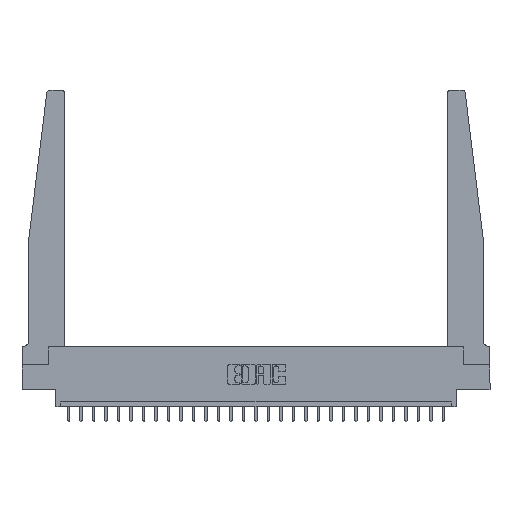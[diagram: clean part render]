
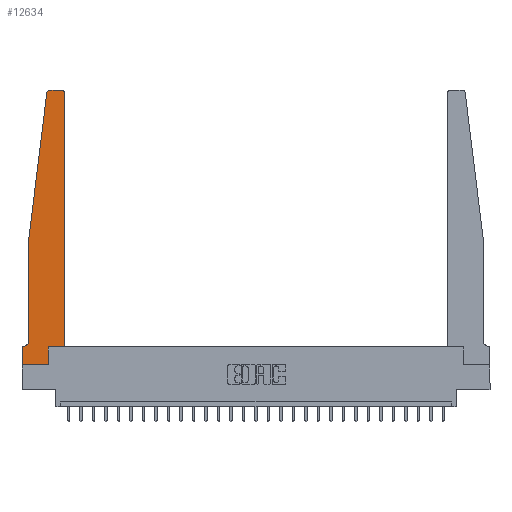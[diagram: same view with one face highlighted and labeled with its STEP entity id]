
A CAD part, top view. The second image highlights one B-rep face of the part: STEP entity #12634.
In plain terms, the highlighted planar face has unit normal (0, 0, 1).
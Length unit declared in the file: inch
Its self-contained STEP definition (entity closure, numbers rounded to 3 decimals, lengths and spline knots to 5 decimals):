
#51 = CARTESIAN_POINT ( 'NONE',  ( 0.425, 0.18, 0.37 ) ) ;
#687 = VERTEX_POINT ( 'NONE', #16626 ) ;
#845 = DIRECTION ( 'NONE',  ( 1., 0., 0. ) ) ;
#980 = DIRECTION ( 'NONE',  ( 0., 1., 0. ) ) ;
#1150 = EDGE_CURVE ( 'NONE', #10232, #15105, #3858, .T. ) ;
#1239 = ORIENTED_EDGE ( 'NONE', *, *, #13637, .T. ) ;
#2086 = LINE ( 'NONE', #24790, #25298 ) ;
#2443 = ORIENTED_EDGE ( 'NONE', *, *, #12876, .T. ) ;
#2848 = LINE ( 'NONE', #4593, #9948 ) ;
#3067 = DIRECTION ( 'NONE',  ( -1., 0., 0. ) ) ;
#3254 = EDGE_CURVE ( 'NONE', #20080, #687, #2848, .T. ) ;
#3493 = DIRECTION ( 'NONE',  ( 0., 0., -1. ) ) ;
#3858 = CIRCLE ( 'NONE', #21018, 0.05 ) ;
#3941 = ORIENTED_EDGE ( 'NONE', *, *, #17270, .T. ) ;
#4265 = VERTEX_POINT ( 'NONE', #21288 ) ;
#4355 = CARTESIAN_POINT ( 'NONE',  ( 0.24675, 2.72367, 0.37 ) ) ;
#4593 = CARTESIAN_POINT ( 'NONE',  ( 0.25, 2.75, 0.37 ) ) ;
#4660 = DIRECTION ( 'NONE',  ( 1., 0., 0. ) ) ;
#5903 = CARTESIAN_POINT ( 'NONE',  ( 0.2605, 0.18, 0.37 ) ) ;
#6552 = VERTEX_POINT ( 'NONE', #17747 ) ;
#6944 = ORIENTED_EDGE ( 'NONE', *, *, #24689, .T. ) ;
#7358 = EDGE_CURVE ( 'NONE', #11804, #13127, #15594, .T. ) ;
#7762 = DIRECTION ( 'NONE',  ( -0.122, -0.992, 0. ) ) ;
#8153 = ORIENTED_EDGE ( 'NONE', *, *, #23724, .T. ) ;
#8211 = CARTESIAN_POINT ( 'NONE',  ( 0., 0., 0.37 ) ) ;
#8999 = LINE ( 'NONE', #15077, #25435 ) ;
#9060 = AXIS2_PLACEMENT_3D ( 'NONE', #12927, #20879, #845 ) ;
#9518 = CARTESIAN_POINT ( 'NONE',  ( 0.015, 0.2375, 0.37 ) ) ;
#9758 = DIRECTION ( 'NONE',  ( 1., 0., 0. ) ) ;
#9795 = CARTESIAN_POINT ( 'NONE',  ( 0., 0.1875, 0.37 ) ) ;
#9853 = CARTESIAN_POINT ( 'NONE',  ( 0., 0., 0.37 ) ) ;
#9948 = VECTOR ( 'NONE', #24595, 39.37008 ) ;
#10168 = CIRCLE ( 'NONE', #9060, 0.03 ) ;
#10232 = VERTEX_POINT ( 'NONE', #10646 ) ;
#10322 = VECTOR ( 'NONE', #16769, 39.37008 ) ;
#10646 = CARTESIAN_POINT ( 'NONE',  ( 0.065, 0.2375, 0.37 ) ) ;
#11041 = VERTEX_POINT ( 'NONE', #14429 ) ;
#11252 = VERTEX_POINT ( 'NONE', #5903 ) ;
#11449 = DIRECTION ( 'NONE',  ( -1., 0., 0. ) ) ;
#11455 = CARTESIAN_POINT ( 'NONE',  ( 0., 0.1875, 0.37 ) ) ;
#11804 = VERTEX_POINT ( 'NONE', #11455 ) ;
#12083 = ORIENTED_EDGE ( 'NONE', *, *, #7358, .T. ) ;
#12634 = ADVANCED_FACE ( 'NONE', ( #14527 ), #15454, .T. ) ;
#12876 = EDGE_CURVE ( 'NONE', #14827, #20080, #10168, .T. ) ;
#12927 = CARTESIAN_POINT ( 'NONE',  ( 0.395, 2.72, 0.37 ) ) ;
#13093 = LINE ( 'NONE', #13662, #18051 ) ;
#13127 = VERTEX_POINT ( 'NONE', #9853 ) ;
#13326 = DIRECTION ( 'NONE',  ( 0., -1., 0. ) ) ;
#13548 = DIRECTION ( 'NONE',  ( 1., 0., 0. ) ) ;
#13598 = DIRECTION ( 'NONE',  ( 0., 0., 1. ) ) ;
#13637 = EDGE_CURVE ( 'NONE', #15105, #11804, #2086, .T. ) ;
#13662 = CARTESIAN_POINT ( 'NONE',  ( 0.065, 1.25, 0.37 ) ) ;
#13716 = CARTESIAN_POINT ( 'NONE',  ( 0.015, 0.1875, 0.37 ) ) ;
#14429 = CARTESIAN_POINT ( 'NONE',  ( 0.2605, 0., 0.37 ) ) ;
#14466 = CARTESIAN_POINT ( 'NONE',  ( 0.425, 0.18, 0.37 ) ) ;
#14527 = FACE_OUTER_BOUND ( 'NONE', #23142, .T. ) ;
#14827 = VERTEX_POINT ( 'NONE', #16592 ) ;
#15077 = CARTESIAN_POINT ( 'NONE',  ( 0.065, 1.25, 0.37 ) ) ;
#15105 = VERTEX_POINT ( 'NONE', #13716 ) ;
#15275 = ORIENTED_EDGE ( 'NONE', *, *, #1150, .T. ) ;
#15340 = ORIENTED_EDGE ( 'NONE', *, *, #22137, .T. ) ;
#15454 = PLANE ( 'NONE',  #21154 ) ;
#15594 = LINE ( 'NONE', #20633, #10322 ) ;
#16126 = AXIS2_PLACEMENT_3D ( 'NONE', #21628, #13598, #9758 ) ;
#16379 = ORIENTED_EDGE ( 'NONE', *, *, #19300, .T. ) ;
#16592 = CARTESIAN_POINT ( 'NONE',  ( 0.425, 2.72, 0.37 ) ) ;
#16626 = CARTESIAN_POINT ( 'NONE',  ( 0.27653, 2.75, 0.37 ) ) ;
#16769 = DIRECTION ( 'NONE',  ( 0., -1., 0. ) ) ;
#17222 = DIRECTION ( 'NONE',  ( 1., 0., 0. ) ) ;
#17240 = EDGE_CURVE ( 'NONE', #11252, #4265, #22949, .T. ) ;
#17270 = EDGE_CURVE ( 'NONE', #6552, #10232, #8999, .T. ) ;
#17747 = CARTESIAN_POINT ( 'NONE',  ( 0.065, 1.25, 0.37 ) ) ;
#17833 = VERTEX_POINT ( 'NONE', #4355 ) ;
#17973 = VECTOR ( 'NONE', #17222, 39.37008 ) ;
#18051 = VECTOR ( 'NONE', #7762, 39.37008 ) ;
#18185 = VECTOR ( 'NONE', #4660, 39.37008 ) ;
#18242 = VECTOR ( 'NONE', #980, 39.37008 ) ;
#18660 = ORIENTED_EDGE ( 'NONE', *, *, #18713, .T. ) ;
#18713 = EDGE_CURVE ( 'NONE', #687, #17833, #20102, .T. ) ;
#19103 = LINE ( 'NONE', #8211, #18185 ) ;
#19300 = EDGE_CURVE ( 'NONE', #13127, #11041, #19103, .T. ) ;
#19770 = LINE ( 'NONE', #51, #22575 ) ;
#20080 = VERTEX_POINT ( 'NONE', #22930 ) ;
#20102 = CIRCLE ( 'NONE', #16126, 0.03 ) ;
#20633 = CARTESIAN_POINT ( 'NONE',  ( 0., 0., 0.37 ) ) ;
#20664 = CARTESIAN_POINT ( 'NONE',  ( 0.2605, 0.18, 0.37 ) ) ;
#20879 = DIRECTION ( 'NONE',  ( 0., 0., 1. ) ) ;
#21018 = AXIS2_PLACEMENT_3D ( 'NONE', #9518, #3493, #11449 ) ;
#21154 = AXIS2_PLACEMENT_3D ( 'NONE', #9795, #21496, #13548 ) ;
#21288 = CARTESIAN_POINT ( 'NONE',  ( 0.425, 0.18, 0.37 ) ) ;
#21496 = DIRECTION ( 'NONE',  ( 0., 0., 1. ) ) ;
#21608 = ORIENTED_EDGE ( 'NONE', *, *, #17240, .T. ) ;
#21628 = CARTESIAN_POINT ( 'NONE',  ( 0.27653, 2.72, 0.37 ) ) ;
#21997 = DIRECTION ( 'NONE',  ( 0., 1., 0. ) ) ;
#22137 = EDGE_CURVE ( 'NONE', #17833, #6552, #13093, .T. ) ;
#22575 = VECTOR ( 'NONE', #21997, 39.37008 ) ;
#22930 = CARTESIAN_POINT ( 'NONE',  ( 0.395, 2.75, 0.37 ) ) ;
#22949 = LINE ( 'NONE', #14466, #17973 ) ;
#23142 = EDGE_LOOP ( 'NONE', ( #23305, #18660, #15340, #3941, #15275, #1239, #12083, #16379, #8153, #21608, #6944, #2443 ) ) ;
#23305 = ORIENTED_EDGE ( 'NONE', *, *, #3254, .T. ) ;
#23724 = EDGE_CURVE ( 'NONE', #11041, #11252, #24463, .T. ) ;
#24463 = LINE ( 'NONE', #20664, #18242 ) ;
#24595 = DIRECTION ( 'NONE',  ( -1., 0., 0. ) ) ;
#24689 = EDGE_CURVE ( 'NONE', #4265, #14827, #19770, .T. ) ;
#24790 = CARTESIAN_POINT ( 'NONE',  ( 0.065, 0.1875, 0.37 ) ) ;
#25298 = VECTOR ( 'NONE', #3067, 39.37008 ) ;
#25435 = VECTOR ( 'NONE', #13326, 39.37008 ) ;
